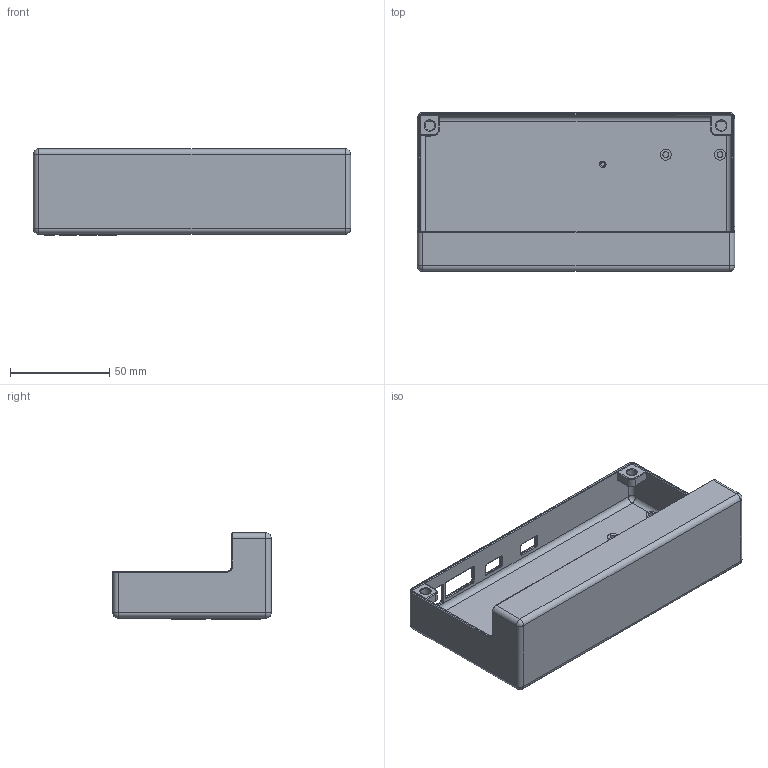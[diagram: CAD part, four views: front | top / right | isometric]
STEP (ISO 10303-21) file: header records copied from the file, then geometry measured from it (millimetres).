
FILE_DESCRIPTION((''),'2;1');
FILE_NAME('POCKET-EGPU-R4','2023-03-01T18:18:47',('neo'),(''),'CREO PARAMETRIC BY PTC INC, 2017260','CREO PARAMETRIC BY PTC INC, 2017260','');
FILE_SCHEMA(('CONFIG_CONTROL_DESIGN'));
Length unit declared in the file: millimetre
Products named in the file (1): POCKET-EGPU-R4
Bounding box: 160 x 80 x 43.5 mm (x, y, z)
Volume: 45433.1 mm3; surface area: 59314.4 mm2
Topology: 1 solids, 1 shells, 673 faces, 1775 edges, 1132 vertices
Faces by surface type: plane 342, cylinder 134, extrusion 129, torus 54, sphere 12, bspline 2
Entity records: 21351 total; most frequent: CARTESIAN_POINT 4982, ORIENTED_EDGE 3526, DIRECTION 3048, EDGE_CURVE 1763, VECTOR 1288, LINE 1159, VERTEX_POINT 1132, AXIS2_PLACEMENT_3D 880
